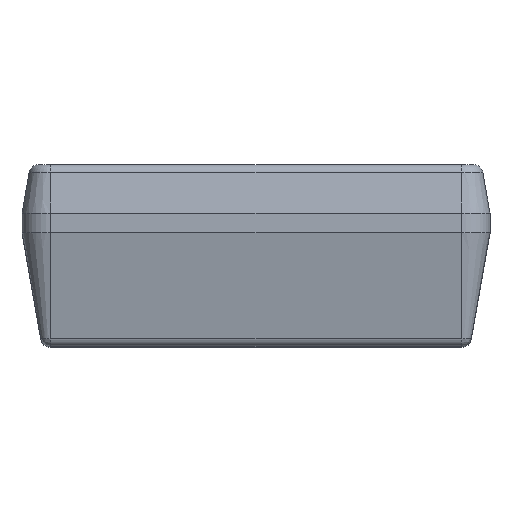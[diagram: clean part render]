
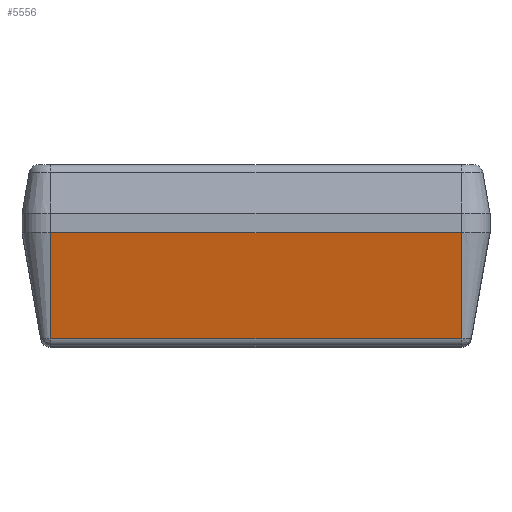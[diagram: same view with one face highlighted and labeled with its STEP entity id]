
A CAD part, top view. The second image highlights one B-rep face of the part: STEP entity #5556.
In plain terms, the highlighted planar face has unit normal (0, -0.174, 0.985).
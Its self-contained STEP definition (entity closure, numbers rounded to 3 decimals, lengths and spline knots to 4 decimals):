
#512=FACE_OUTER_BOUND('',#837,.T.);
#837=EDGE_LOOP('',(#3890,#3891,#3892,#3893));
#1179=LINE('',#7417,#1763);
#1210=LINE('',#7555,#1794);
#1211=LINE('',#7558,#1795);
#1212=LINE('',#7559,#1796);
#1763=VECTOR('',#6241,4.3);
#1794=VECTOR('',#6384,1.1283);
#1795=VECTOR('',#6387,4.3);
#1796=VECTOR('',#6388,1.1283);
#2336=VERTEX_POINT('',#7409);
#2338=VERTEX_POINT('',#7415);
#2371=VERTEX_POINT('',#7553);
#2372=VERTEX_POINT('',#7557);
#2898=EDGE_CURVE('',#2338,#2336,#1179,.T.);
#2960=EDGE_CURVE('',#2371,#2338,#1210,.T.);
#2961=EDGE_CURVE('',#2371,#2372,#1211,.T.);
#2962=EDGE_CURVE('',#2372,#2336,#1212,.T.);
#3890=ORIENTED_EDGE('',*,*,#2898,.F.);
#3891=ORIENTED_EDGE('',*,*,#2960,.F.);
#3892=ORIENTED_EDGE('',*,*,#2961,.T.);
#3893=ORIENTED_EDGE('',*,*,#2962,.T.);
#5339=PLANE('',#5934);
#5556=ADVANCED_FACE('',(#512),#5339,.T.);
#5934=AXIS2_PLACEMENT_3D('',#7556,#6385,#6386);
#6241=DIRECTION('',(-1.,0.,0.));
#6384=DIRECTION('',(0.,-0.985,-0.174));
#6385=DIRECTION('center_axis',(0.,-0.174,0.985));
#6386=DIRECTION('ref_axis',(1.,0.,0.));
#6387=DIRECTION('',(-1.,0.,0.));
#6388=DIRECTION('',(0.,-0.985,-0.174));
#7409=CARTESIAN_POINT('',(-2.15,-0.8699,5.7041));
#7415=CARTESIAN_POINT('',(2.15,-0.8699,5.7041));
#7417=CARTESIAN_POINT('',(-1.8375,-0.8699,5.7041));
#7553=CARTESIAN_POINT('',(2.15,0.2413,5.9));
#7555=CARTESIAN_POINT('',(2.15,0.2413,5.9));
#7556=CARTESIAN_POINT('Origin',(-1.225,-0.3556,5.7948));
#7557=CARTESIAN_POINT('',(-2.15,0.2413,5.9));
#7558=CARTESIAN_POINT('',(-1.225,0.2413,5.9));
#7559=CARTESIAN_POINT('',(-2.15,0.2413,5.9));
